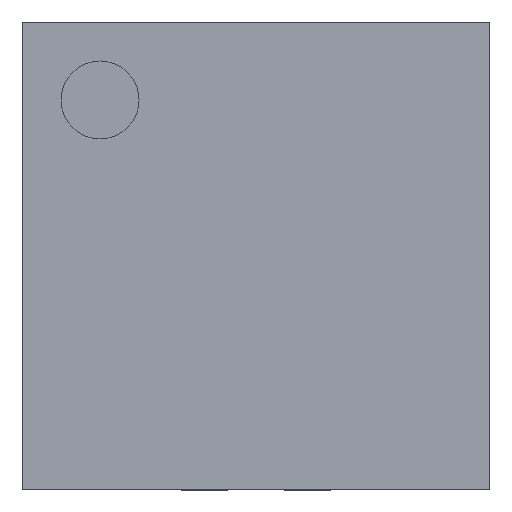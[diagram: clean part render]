
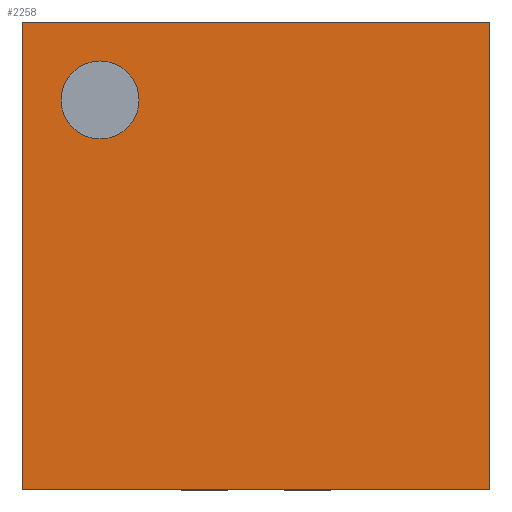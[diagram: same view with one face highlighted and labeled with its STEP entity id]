
A CAD part, top view. The second image highlights one B-rep face of the part: STEP entity #2258.
In plain terms, the highlighted planar face has unit normal (0, 0, 1).
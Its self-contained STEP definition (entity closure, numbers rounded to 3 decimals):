
#16=FACE_BOUND($,#317,.T.);
#73=PLANE($,#2447);
#185=FACE_OUTER_BOUND($,#316,.T.);
#316=EDGE_LOOP($,(#1853,#1854,#1855,#1856));
#317=EDGE_LOOP($,(#1857));
#504=LINE($,#3543,#756);
#510=LINE($,#3553,#762);
#514=LINE($,#3559,#766);
#519=LINE($,#3566,#771);
#756=VECTOR($,#2866,3.);
#762=VECTOR($,#2874,3.);
#766=VECTOR($,#2880,3.);
#771=VECTOR($,#2887,3.);
#893=CIRCLE($,#2360,0.25);
#975=VERTEX_POINT($,#3254);
#1073=VERTEX_POINT($,#3540);
#1074=VERTEX_POINT($,#3542);
#1077=VERTEX_POINT($,#3551);
#1078=VERTEX_POINT($,#3558);
#1199=EDGE_CURVE($,#975,#975,#893,.T.);
#1338=EDGE_CURVE($,#1074,#1073,#504,.T.);
#1344=EDGE_CURVE($,#1073,#1077,#510,.T.);
#1348=EDGE_CURVE($,#1078,#1074,#514,.T.);
#1353=EDGE_CURVE($,#1077,#1078,#519,.T.);
#1853=ORIENTED_EDGE($,*,*,#1338,.T.);
#1854=ORIENTED_EDGE($,*,*,#1344,.T.);
#1855=ORIENTED_EDGE($,*,*,#1353,.T.);
#1856=ORIENTED_EDGE($,*,*,#1348,.T.);
#1857=ORIENTED_EDGE($,*,*,#1199,.T.);
#2258=ADVANCED_FACE($,(#185,#16),#73,.T.);
#2360=AXIS2_PLACEMENT_3D($,#3255,#2594,#2595);
#2447=AXIS2_PLACEMENT_3D($,#3570,#2892,#2893);
#2594=DIRECTION('center_axis',(0.,0.,-1.));
#2595=DIRECTION('ref_axis',(-1.,0.,0.));
#2866=DIRECTION($,(-1.,0.,0.));
#2874=DIRECTION($,(0.,-1.,0.));
#2880=DIRECTION($,(0.,1.,0.));
#2887=DIRECTION($,(1.,0.,0.));
#2892=DIRECTION('center_axis',(0.,0.,1.));
#2893=DIRECTION('ref_axis',(1.,0.,0.));
#3254=CARTESIAN_POINT('',(-0.75,1.,0.991));
#3255=CARTESIAN_POINT('Origin',(-1.,1.,0.991));
#3540=CARTESIAN_POINT('',(-1.5,1.5,0.991));
#3542=CARTESIAN_POINT('',(1.5,1.5,0.991));
#3543=CARTESIAN_POINT($,(-1.5,1.5,0.991));
#3551=CARTESIAN_POINT('',(-1.5,-1.5,0.991));
#3553=CARTESIAN_POINT($,(-1.5,-1.5,0.991));
#3558=CARTESIAN_POINT('',(1.5,-1.5,0.991));
#3559=CARTESIAN_POINT($,(1.5,1.5,0.991));
#3566=CARTESIAN_POINT($,(1.5,-1.5,0.991));
#3570=CARTESIAN_POINT('Origin',(0.,0.,0.991));
